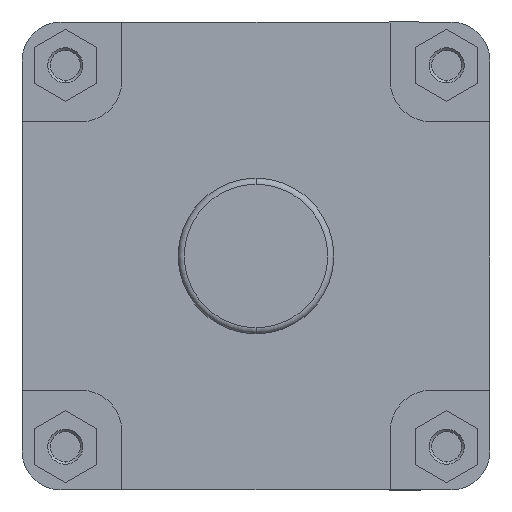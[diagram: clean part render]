
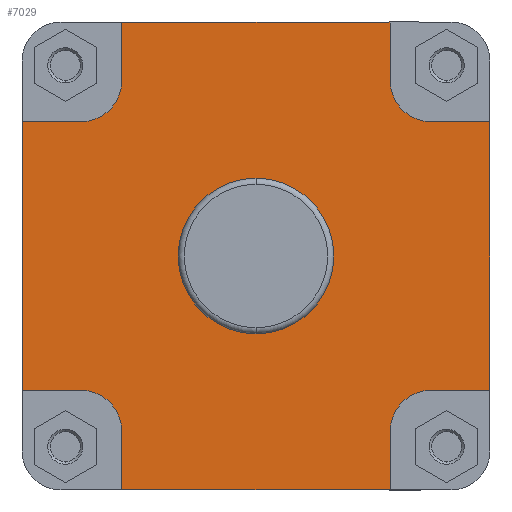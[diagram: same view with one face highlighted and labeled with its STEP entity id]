
A CAD part, left-side view. The second image highlights one B-rep face of the part: STEP entity #7029.
In plain terms, the highlighted planar face has unit normal (-1, 0, 0).
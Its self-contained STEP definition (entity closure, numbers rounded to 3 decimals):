
#91 = ORIENTED_EDGE ( 'NONE', *, *, #1881, .F. ) ;
#92 = ORIENTED_EDGE ( 'NONE', *, *, #1882, .F. ) ;
#93 = ORIENTED_EDGE ( 'NONE', *, *, #1879, .F. ) ;
#94 = ORIENTED_EDGE ( 'NONE', *, *, #1878, .F. ) ;
#95 = ORIENTED_EDGE ( 'NONE', *, *, #1877, .F. ) ;
#96 = ORIENTED_EDGE ( 'NONE', *, *, #1876, .F. ) ;
#97 = ORIENTED_EDGE ( 'NONE', *, *, #1875, .F. ) ;
#98 = ORIENTED_EDGE ( 'NONE', *, *, #1874, .F. ) ;
#99 = ORIENTED_EDGE ( 'NONE', *, *, #1873, .F. ) ;
#100 = ORIENTED_EDGE ( 'NONE', *, *, #1872, .F. ) ;
#101 = ORIENTED_EDGE ( 'NONE', *, *, #1871, .F. ) ;
#102 = ORIENTED_EDGE ( 'NONE', *, *, #1870, .T. ) ;
#103 = ORIENTED_EDGE ( 'NONE', *, *, #1867, .F. ) ;
#104 = ORIENTED_EDGE ( 'NONE', *, *, #1866, .F. ) ;
#105 = ORIENTED_EDGE ( 'NONE', *, *, #1869, .F. ) ;
#106 = ORIENTED_EDGE ( 'NONE', *, *, #1868, .T. ) ;
#107 = ORIENTED_EDGE ( 'NONE', *, *, #1850, .F. ) ;
#108 = ORIENTED_EDGE ( 'NONE', *, *, #1819, .F. ) ;
#306 = EDGE_LOOP ( 'NONE', ( #106, #105, #104, #103, #102, #101, #100, #99, #98, #97, #96, #95, #94, #93, #92, #91 ) ) ;
#326 = EDGE_LOOP ( 'NONE', ( #108, #107 ) ) ;
#1819 = EDGE_CURVE ( 'NONE', #5987, #5983, #2663, .T. ) ;
#1850 = EDGE_CURVE ( 'NONE', #5983, #5987, #2763, .T. ) ;
#1866 = EDGE_CURVE ( 'NONE', #5942, #5941, #2819, .T. ) ;
#1867 = EDGE_CURVE ( 'NONE', #5910, #5942, #2805, .T. ) ;
#1868 = EDGE_CURVE ( 'NONE', #6030, #5911, #2821, .T. ) ;
#1869 = EDGE_CURVE ( 'NONE', #5941, #5911, #2817, .T. ) ;
#1870 = EDGE_CURVE ( 'NONE', #5910, #5954, #2829, .T. ) ;
#1871 = EDGE_CURVE ( 'NONE', #5953, #5954, #2833, .T. ) ;
#1872 = EDGE_CURVE ( 'NONE', #6025, #5953, #2843, .T. ) ;
#1873 = EDGE_CURVE ( 'NONE', #5969, #6025, #2827, .T. ) ;
#1874 = EDGE_CURVE ( 'NONE', #5948, #5969, #2841, .T. ) ;
#1875 = EDGE_CURVE ( 'NONE', #6026, #5948, #2847, .T. ) ;
#1876 = EDGE_CURVE ( 'NONE', #5963, #6026, #2851, .T. ) ;
#1877 = EDGE_CURVE ( 'NONE', #5984, #5963, #2837, .T. ) ;
#1878 = EDGE_CURVE ( 'NONE', #5967, #5984, #2850, .T. ) ;
#1879 = EDGE_CURVE ( 'NONE', #5943, #5967, #2855, .T. ) ;
#1881 = EDGE_CURVE ( 'NONE', #6030, #5940, #2849, .T. ) ;
#1882 = EDGE_CURVE ( 'NONE', #5940, #5943, #2871, .T. ) ;
#2015 = AXIS2_PLACEMENT_3D ( 'NONE', #3734, #3746, #3747 ) ;
#2022 = AXIS2_PLACEMENT_3D ( 'NONE', #3806, #3815, #3816 ) ;
#2033 = AXIS2_PLACEMENT_3D ( 'NONE', #3850, #3858, #3859 ) ;
#2035 = AXIS2_PLACEMENT_3D ( 'NONE', #3870, #3871, #3872 ) ;
#2036 = AXIS2_PLACEMENT_3D ( 'NONE', #3876, #3880, #3881 ) ;
#2038 = AXIS2_PLACEMENT_3D ( 'NONE', #3894, #3895, #3896 ) ;
#2337 = AXIS2_PLACEMENT_3D ( 'NONE', #5339, #5349, #5350 ) ;
#2663 = CIRCLE ( 'NONE', #2015, 44.9 ) ;
#2763 = CIRCLE ( 'NONE', #2022, 44.9 ) ;
#2805 = LINE ( 'NONE', #3860, #2813 ) ;
#2807 = VECTOR ( 'NONE', #3875, 1000. ) ;
#2813 = VECTOR ( 'NONE', #3861, 1000. ) ;
#2817 = LINE ( 'NONE', #3855, #2825 ) ;
#2819 = CIRCLE ( 'NONE', #2033, 23.5 ) ;
#2821 = LINE ( 'NONE', #3862, #2823 ) ;
#2823 = VECTOR ( 'NONE', #3863, 1000. ) ;
#2825 = VECTOR ( 'NONE', #3864, 1000. ) ;
#2827 = LINE ( 'NONE', #3874, #2807 ) ;
#2829 = LINE ( 'NONE', #3865, #2831 ) ;
#2831 = VECTOR ( 'NONE', #3866, 1000. ) ;
#2833 = LINE ( 'NONE', #3868, #2835 ) ;
#2835 = VECTOR ( 'NONE', #3869, 1000. ) ;
#2837 = LINE ( 'NONE', #3883, #2839 ) ;
#2839 = VECTOR ( 'NONE', #3884, 1000. ) ;
#2841 = LINE ( 'NONE', #3867, #2845 ) ;
#2843 = CIRCLE ( 'NONE', #2035, 23.5 ) ;
#2845 = VECTOR ( 'NONE', #3877, 1000. ) ;
#2846 = VECTOR ( 'NONE', #3893, 1000. ) ;
#2847 = LINE ( 'NONE', #3878, #2848 ) ;
#2848 = VECTOR ( 'NONE', #3879, 1000. ) ;
#2849 = LINE ( 'NONE', #3892, #2846 ) ;
#2850 = LINE ( 'NONE', #3873, #2852 ) ;
#2851 = CIRCLE ( 'NONE', #2036, 23.5 ) ;
#2852 = VECTOR ( 'NONE', #3886, 1000. ) ;
#2855 = LINE ( 'NONE', #3887, #2857 ) ;
#2857 = VECTOR ( 'NONE', #3888, 1000. ) ;
#2871 = CIRCLE ( 'NONE', #2038, 23.5 ) ;
#3533 = FACE_OUTER_BOUND ( 'NONE', #306, .T. ) ;
#3535 = FACE_BOUND ( 'NONE', #326, .T. ) ;
#3734 = CARTESIAN_POINT ( 'NONE',  ( 67., 0., 0. ) ) ;
#3746 = DIRECTION ( 'NONE',  ( -1., 0., 0. ) ) ;
#3747 = DIRECTION ( 'NONE',  ( 0., 0., 1. ) ) ;
#3806 = CARTESIAN_POINT ( 'NONE',  ( 67., 0., 0. ) ) ;
#3815 = DIRECTION ( 'NONE',  ( -1., 0., 0. ) ) ;
#3816 = DIRECTION ( 'NONE',  ( 0., 0., 1. ) ) ;
#3850 = CARTESIAN_POINT ( 'NONE',  ( 67., -101., -101. ) ) ;
#3855 = CARTESIAN_POINT ( 'NONE',  ( 67., -77.5, -101. ) ) ;
#3858 = DIRECTION ( 'NONE',  ( -1., 0., 0. ) ) ;
#3859 = DIRECTION ( 'NONE',  ( 0., 0., -1. ) ) ;
#3860 = CARTESIAN_POINT ( 'NONE',  ( 67., -135., -77.5 ) ) ;
#3861 = DIRECTION ( 'NONE',  ( 0., 1., 0. ) ) ;
#3862 = CARTESIAN_POINT ( 'NONE',  ( 67., -297.141, -135. ) ) ;
#3863 = DIRECTION ( 'NONE',  ( 0., -1., 0. ) ) ;
#3864 = DIRECTION ( 'NONE',  ( 0., 0., -1. ) ) ;
#3865 = CARTESIAN_POINT ( 'NONE',  ( 67., -135., 0. ) ) ;
#3866 = DIRECTION ( 'NONE',  ( 0., 0., 1. ) ) ;
#3867 = CARTESIAN_POINT ( 'NONE',  ( 67., -297.141, 135. ) ) ;
#3868 = CARTESIAN_POINT ( 'NONE',  ( 67., -101., 77.5 ) ) ;
#3869 = DIRECTION ( 'NONE',  ( 0., -1., 0. ) ) ;
#3870 = CARTESIAN_POINT ( 'NONE',  ( 67., -101., 101. ) ) ;
#3871 = DIRECTION ( 'NONE',  ( -1., 0., 0. ) ) ;
#3872 = DIRECTION ( 'NONE',  ( 0., 0., -1. ) ) ;
#3873 = CARTESIAN_POINT ( 'NONE',  ( 67., 135., 0. ) ) ;
#3874 = CARTESIAN_POINT ( 'NONE',  ( 67., -77.5, 135. ) ) ;
#3875 = DIRECTION ( 'NONE',  ( 0., 0., -1. ) ) ;
#3876 = CARTESIAN_POINT ( 'NONE',  ( 67., 101., 101. ) ) ;
#3877 = DIRECTION ( 'NONE',  ( 0., -1., 0. ) ) ;
#3878 = CARTESIAN_POINT ( 'NONE',  ( 67., 77.5, 101. ) ) ;
#3879 = DIRECTION ( 'NONE',  ( 0., 0., 1. ) ) ;
#3880 = DIRECTION ( 'NONE',  ( -1., 0., 0. ) ) ;
#3881 = DIRECTION ( 'NONE',  ( 0., 0., -1. ) ) ;
#3883 = CARTESIAN_POINT ( 'NONE',  ( 67., 135., 77.5 ) ) ;
#3884 = DIRECTION ( 'NONE',  ( 0., -1., 0. ) ) ;
#3886 = DIRECTION ( 'NONE',  ( 0., 0., 1. ) ) ;
#3887 = CARTESIAN_POINT ( 'NONE',  ( 67., 101., -77.5 ) ) ;
#3888 = DIRECTION ( 'NONE',  ( 0., 1., 0. ) ) ;
#3892 = CARTESIAN_POINT ( 'NONE',  ( 67., 77.5, -135. ) ) ;
#3893 = DIRECTION ( 'NONE',  ( 0., 0., 1. ) ) ;
#3894 = CARTESIAN_POINT ( 'NONE',  ( 67., 101., -101. ) ) ;
#3895 = DIRECTION ( 'NONE',  ( -1., 0., 0. ) ) ;
#3896 = DIRECTION ( 'NONE',  ( 0., 0., -1. ) ) ;
#4828 = CARTESIAN_POINT ( 'NONE',  ( 67., -135., -77.5 ) ) ;
#4829 = CARTESIAN_POINT ( 'NONE',  ( 67., -77.5, -135. ) ) ;
#4858 = CARTESIAN_POINT ( 'NONE',  ( 67., 77.5, -101. ) ) ;
#4859 = CARTESIAN_POINT ( 'NONE',  ( 67., -77.5, -101. ) ) ;
#4860 = CARTESIAN_POINT ( 'NONE',  ( 67., -101., -77.5 ) ) ;
#4861 = CARTESIAN_POINT ( 'NONE',  ( 67., 101., -77.5 ) ) ;
#4867 = CARTESIAN_POINT ( 'NONE',  ( 67., 77.5, 135. ) ) ;
#4872 = CARTESIAN_POINT ( 'NONE',  ( 67., -101., 77.5 ) ) ;
#4873 = CARTESIAN_POINT ( 'NONE',  ( 67., -135., 77.5 ) ) ;
#4882 = CARTESIAN_POINT ( 'NONE',  ( 67., 101., 77.5 ) ) ;
#4886 = CARTESIAN_POINT ( 'NONE',  ( 67., 135., -77.5 ) ) ;
#4888 = CARTESIAN_POINT ( 'NONE',  ( 67., -77.5, 135. ) ) ;
#4902 = CARTESIAN_POINT ( 'NONE',  ( 67., 0., -44.9 ) ) ;
#4903 = CARTESIAN_POINT ( 'NONE',  ( 67., 135., 77.5 ) ) ;
#4906 = CARTESIAN_POINT ( 'NONE',  ( 67., 0., 44.9 ) ) ;
#4944 = CARTESIAN_POINT ( 'NONE',  ( 67., -77.5, 101. ) ) ;
#4945 = CARTESIAN_POINT ( 'NONE',  ( 67., 77.5, 101. ) ) ;
#4949 = CARTESIAN_POINT ( 'NONE',  ( 67., 77.5, -135. ) ) ;
#5339 = CARTESIAN_POINT ( 'NONE',  ( 67., 44.9, 0. ) ) ;
#5348 = PLANE ( 'NONE',  #2337 ) ;
#5349 = DIRECTION ( 'NONE',  ( 1., 0., 0. ) ) ;
#5350 = DIRECTION ( 'NONE',  ( 0., 0., -1. ) ) ;
#5910 = VERTEX_POINT ( 'NONE', #4828 ) ;
#5911 = VERTEX_POINT ( 'NONE', #4829 ) ;
#5940 = VERTEX_POINT ( 'NONE', #4858 ) ;
#5941 = VERTEX_POINT ( 'NONE', #4859 ) ;
#5942 = VERTEX_POINT ( 'NONE', #4860 ) ;
#5943 = VERTEX_POINT ( 'NONE', #4861 ) ;
#5948 = VERTEX_POINT ( 'NONE', #4867 ) ;
#5953 = VERTEX_POINT ( 'NONE', #4872 ) ;
#5954 = VERTEX_POINT ( 'NONE', #4873 ) ;
#5963 = VERTEX_POINT ( 'NONE', #4882 ) ;
#5967 = VERTEX_POINT ( 'NONE', #4886 ) ;
#5969 = VERTEX_POINT ( 'NONE', #4888 ) ;
#5983 = VERTEX_POINT ( 'NONE', #4902 ) ;
#5984 = VERTEX_POINT ( 'NONE', #4903 ) ;
#5987 = VERTEX_POINT ( 'NONE', #4906 ) ;
#6025 = VERTEX_POINT ( 'NONE', #4944 ) ;
#6026 = VERTEX_POINT ( 'NONE', #4945 ) ;
#6030 = VERTEX_POINT ( 'NONE', #4949 ) ;
#7029 = ADVANCED_FACE ( 'NONE', ( #3535, #3533 ), #5348, .F. ) ;
